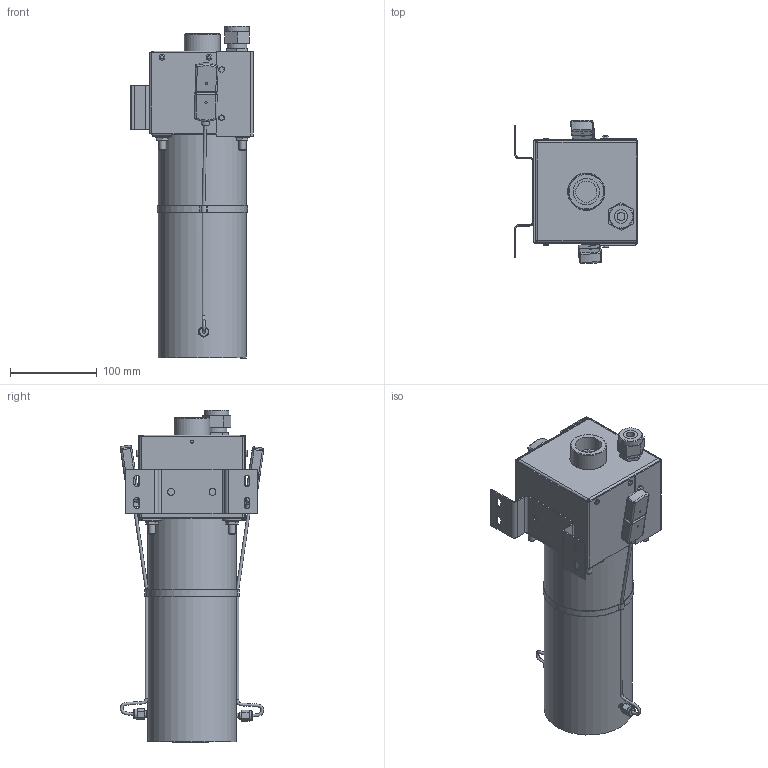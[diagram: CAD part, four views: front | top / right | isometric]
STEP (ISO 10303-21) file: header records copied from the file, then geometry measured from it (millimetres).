
FILE_DESCRIPTION(/* description */ ('Alibre Inc.'),/* implementation_level */ '2;1');
FILE_NAME(/* name */ 'export1',/* time_stamp */ '2016-05-27T10:29:23-04:00',/* author */ (''),/* organization */ (''),/* preprocessor_version */ 'ST-DEVELOPER v14',/* originating_system */ 'Alibre',/* authorisation */ '');
FILE_SCHEMA (('AUTOMOTIVE_DESIGN'));
Length unit declared in the file: inch
Products named in the file (39): PLAS249
Bounding box: 141.36 x 165.04 x 382.37 mm (x, y, z)
Volume: 612472.5 mm3; surface area: 513790.6 mm2
Topology: 336 solids, 336 shells, 5030 faces, 12736 edges, 8399 vertices
Faces by surface type: plane 3300, bspline 1257, cylinder 338, cone 83, sphere 32, torus 18, extrusion 2
Full cylindrical faces by diameter (mm): 2.54 x4, 3.175 x10, 3.302 x2, 3.454 x2, 3.556 x14, 3.937 x2, 3.988 x2, 4.153 x4, 4.293 x6, 4.775 x4, 4.826 x2, 4.877 x2, 5.191 x4, 5.334 x2, 5.537 x2, 6.223 x4, 6.35 x4, 7.75 x2, 7.798 x2, 7.874 x4, 7.925 x2, 8.001 x4, 8.331 x12, 8.738 x4, 9.144 x1, 9.525 x2, 11.024 x2, 11.129 x2, 11.14 x2, 14.097 x2
Entity records: 140601 total; most frequent: CARTESIAN_POINT 37167, ORIENTED_EDGE 23764, DIRECTION 13767, EDGE_CURVE 11882, VECTOR 8731, LINE 8730, VERTEX_POINT 7961, EDGE_LOOP 5135
